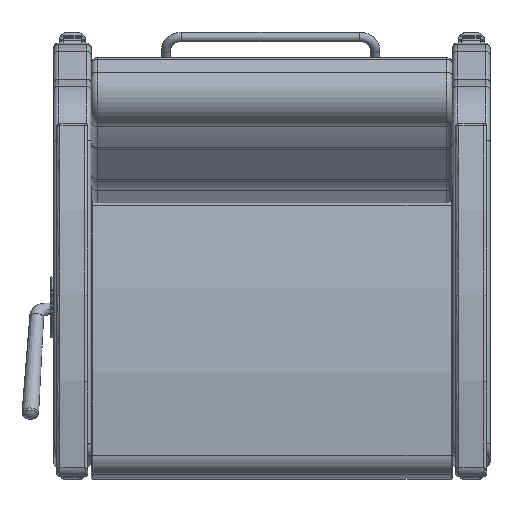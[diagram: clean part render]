
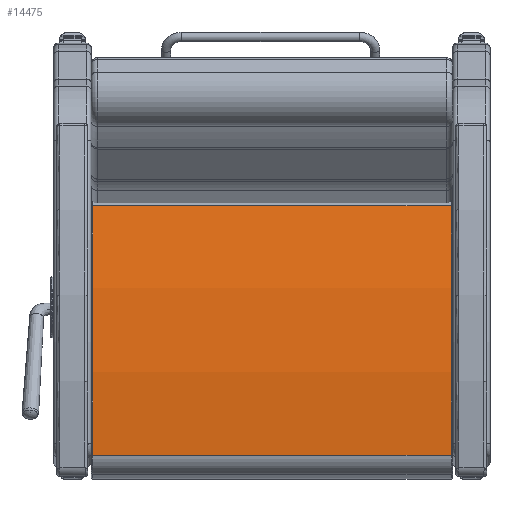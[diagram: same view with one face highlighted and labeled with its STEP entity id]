
A CAD part, front view. The second image highlights one B-rep face of the part: STEP entity #14475.
In plain terms, the highlighted free-form (B-spline) face has degree [3, 1] with [18, 2] control points.
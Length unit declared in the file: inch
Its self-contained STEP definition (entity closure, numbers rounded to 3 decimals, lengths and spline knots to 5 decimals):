
#650=ELLIPSE('',#16624,60.30357,60.25);
#652=ELLIPSE('',#16646,60.30357,60.25);
#686=B_SPLINE_SURFACE_WITH_KNOTS('',3,1,((#29022,#29023),(#29024,#29025),
(#29026,#29027),(#29028,#29029),(#29030,#29031),(#29032,#29033),(#29034,
#29035),(#29036,#29037),(#29038,#29039),(#29040,#29041),(#29042,#29043),
(#29044,#29045),(#29046,#29047),(#29048,#29049),(#29050,#29051),(#29052,
#29053),(#29054,#29055),(#29056,#29057)),.UNSPECIFIED.,.F.,.F.,.F.,(4,1,
1,1,1,1,1,1,1,1,1,1,1,1,1,4),(2,2),(-1.69612,-1.66826,
-1.6404,-1.62647,-1.59861,-1.58468,
-1.55682,-1.54289,-1.51503,-1.5011,-1.47324,
-1.45931,-1.43145,-1.41752,-1.38966,
-1.3618),(0.,110.49),.UNSPECIFIED.);
#2165=FACE_OUTER_BOUND('',#3185,.T.);
#3185=EDGE_LOOP('',(#13066,#13067,#13068,#13069));
#4079=LINE('',#29020,#4970);
#4080=LINE('',#29059,#4971);
#4970=VECTOR('',#21247,0.3937);
#4971=VECTOR('',#21250,0.3937);
#7110=VERTEX_POINT('',#28651);
#7111=VERTEX_POINT('',#28652);
#7130=VERTEX_POINT('',#29019);
#7131=VERTEX_POINT('',#29058);
#9087=EDGE_CURVE('',#7110,#7111,#650,.T.);
#9116=EDGE_CURVE('',#7130,#7111,#4079,.T.);
#9118=EDGE_CURVE('',#7131,#7110,#4080,.T.);
#9119=EDGE_CURVE('',#7130,#7131,#652,.T.);
#13066=ORIENTED_EDGE('',*,*,#9087,.F.);
#13067=ORIENTED_EDGE('',*,*,#9118,.F.);
#13068=ORIENTED_EDGE('',*,*,#9119,.F.);
#13069=ORIENTED_EDGE('',*,*,#9116,.T.);
#14475=ADVANCED_FACE('',(#2165),#686,.T.);
#16624=AXIS2_PLACEMENT_3D('',#28653,#21196,#21197);
#16646=AXIS2_PLACEMENT_3D('',#29060,#21251,#21252);
#21196=DIRECTION('center_axis',(0.,0.,
-1.));
#21197=DIRECTION('ref_axis',(1.,0.,0.));
#21247=DIRECTION('',(0.,0.,-1.));
#21250=DIRECTION('',(0.,0.,-1.));
#21251=DIRECTION('center_axis',(0.,0.,1.));
#21252=DIRECTION('ref_axis',(1.,0.,0.));
#28651=CARTESIAN_POINT('',(3.60935,-1.68389,0.124));
#28652=CARTESIAN_POINT('',(23.65848,-2.52291,0.124));
#28653=CARTESIAN_POINT('Origin',(11.14546,-61.46156,0.124));
#29019=CARTESIAN_POINT('',(23.65848,-2.52291,28.876));
#29020=CARTESIAN_POINT('',(23.65848,-2.52291,29.));
#29022=CARTESIAN_POINT('Ctrl Pts',(3.60935,-1.68389,29.));
#29023=CARTESIAN_POINT('Ctrl Pts',(3.60935,-1.68389,-14.5));
#29024=CARTESIAN_POINT('Ctrl Pts',(4.16497,-1.61396,29.));
#29025=CARTESIAN_POINT('Ctrl Pts',(4.16497,-1.61396,-14.5));
#29026=CARTESIAN_POINT('Ctrl Pts',(5.27817,-1.48959,29.));
#29027=CARTESIAN_POINT('Ctrl Pts',(5.27817,-1.48959,-14.5));
#29028=CARTESIAN_POINT('Ctrl Pts',(6.67346,-1.3729,29.));
#29029=CARTESIAN_POINT('Ctrl Pts',(6.67346,-1.3729,-14.5));
#29030=CARTESIAN_POINT('Ctrl Pts',(8.07078,-1.28537,29.));
#29031=CARTESIAN_POINT('Ctrl Pts',(8.07078,-1.28537,-14.5));
#29032=CARTESIAN_POINT('Ctrl Pts',(9.18994,-1.2387,29.));
#29033=CARTESIAN_POINT('Ctrl Pts',(9.18994,-1.2387,-14.5));
#29034=CARTESIAN_POINT('Ctrl Pts',(10.5897,-1.20957,29.));
#29035=CARTESIAN_POINT('Ctrl Pts',(10.5897,-1.20957,-14.5));
#29036=CARTESIAN_POINT('Ctrl Pts',(11.70984,-1.20965,29.));
#29037=CARTESIAN_POINT('Ctrl Pts',(11.70984,-1.20965,-14.5));
#29038=CARTESIAN_POINT('Ctrl Pts',(13.1096,-1.23898,29.));
#29039=CARTESIAN_POINT('Ctrl Pts',(13.1096,-1.23898,-14.5));
#29040=CARTESIAN_POINT('Ctrl Pts',(14.22875,-1.28581,29.));
#29041=CARTESIAN_POINT('Ctrl Pts',(14.22875,-1.28581,-14.5));
#29042=CARTESIAN_POINT('Ctrl Pts',(15.62606,-1.37354,29.));
#29043=CARTESIAN_POINT('Ctrl Pts',(15.62606,-1.37354,-14.5));
#29044=CARTESIAN_POINT('Ctrl Pts',(16.74228,-1.46705,29.));
#29045=CARTESIAN_POINT('Ctrl Pts',(16.74228,-1.46705,-14.5));
#29046=CARTESIAN_POINT('Ctrl Pts',(18.1347,-1.61302,29.));
#29047=CARTESIAN_POINT('Ctrl Pts',(18.1347,-1.61302,-14.5));
#29048=CARTESIAN_POINT('Ctrl Pts',(19.24603,-1.75304,29.));
#29049=CARTESIAN_POINT('Ctrl Pts',(19.24603,-1.75304,-14.5));
#29050=CARTESIAN_POINT('Ctrl Pts',(20.63114,-1.95701,29.));
#29051=CARTESIAN_POINT('Ctrl Pts',(20.63114,-1.95701,-14.5));
#29052=CARTESIAN_POINT('Ctrl Pts',(22.01177,-2.18986,29.));
#29053=CARTESIAN_POINT('Ctrl Pts',(22.01177,-2.18986,-14.5));
#29054=CARTESIAN_POINT('Ctrl Pts',(23.11066,-2.40681,29.));
#29055=CARTESIAN_POINT('Ctrl Pts',(23.11066,-2.40681,-14.5));
#29056=CARTESIAN_POINT('Ctrl Pts',(23.65848,-2.52291,29.));
#29057=CARTESIAN_POINT('Ctrl Pts',(23.65848,-2.52291,-14.5));
#29058=CARTESIAN_POINT('',(3.60935,-1.68389,28.876));
#29059=CARTESIAN_POINT('',(3.60935,-1.68389,29.));
#29060=CARTESIAN_POINT('Origin',(11.14546,-61.46156,28.876));
